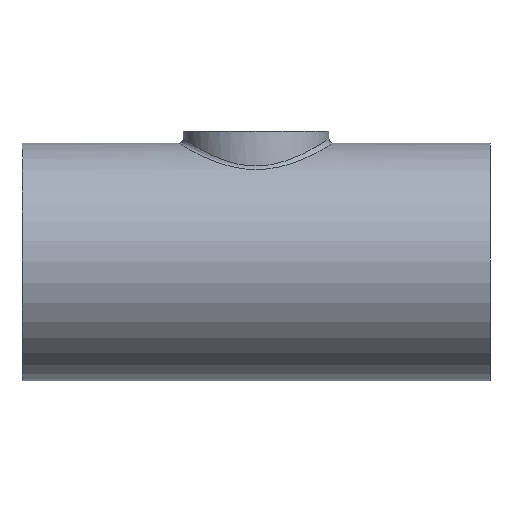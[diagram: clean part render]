
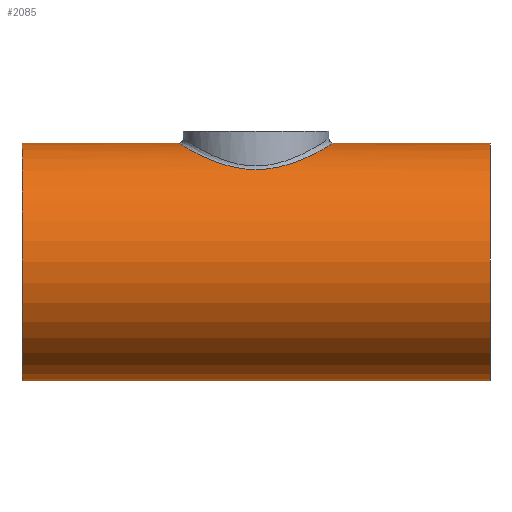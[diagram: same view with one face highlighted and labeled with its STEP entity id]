
A CAD part, front view. The second image highlights one B-rep face of the part: STEP entity #2085.
In plain terms, the highlighted cylindrical face has radius 50.8 mm (diameter 101.6 mm), a full revolution.
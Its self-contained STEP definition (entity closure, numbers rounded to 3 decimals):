
#1866=CARTESIAN_POINT('',(0.,-31.894,39.54));
#1867=VERTEX_POINT('',#1866);
#1955=CARTESIAN_POINT('',(0.,-31.894,39.54));
#1956=CARTESIAN_POINT('',(1.273,-31.894,39.54));
#1957=CARTESIAN_POINT('',(3.821,-31.752,39.655));
#1958=CARTESIAN_POINT('',(7.559,-31.125,40.153));
#1959=CARTESIAN_POINT('',(10.572,-30.271,40.802));
#1960=CARTESIAN_POINT('',(12.737,-29.46,41.388));
#1961=CARTESIAN_POINT('',(13.857,-28.979,41.724));
#1962=CARTESIAN_POINT('',(15.508,-28.217,42.248));
#1963=CARTESIAN_POINT('',(17.772,-27.,43.05));
#1964=CARTESIAN_POINT('',(20.496,-25.13,44.167));
#1965=CARTESIAN_POINT('',(22.325,-23.6,44.993));
#1966=CARTESIAN_POINT('',(24.061,-21.98,45.81));
#1967=CARTESIAN_POINT('',(26.678,-19.182,47.111));
#1968=CARTESIAN_POINT('',(29.011,-15.674,48.39));
#1969=CARTESIAN_POINT('',(30.379,-12.785,49.169));
#1970=CARTESIAN_POINT('',(31.326,-10.573,49.714));
#1971=CARTESIAN_POINT('',(32.152,-8.059,50.202));
#1972=CARTESIAN_POINT('',(32.794,-4.869,50.585));
#1973=CARTESIAN_POINT('',(33.183,-1.626,50.82));
#1974=CARTESIAN_POINT('',(33.182,1.244,50.819));
#1975=CARTESIAN_POINT('',(32.855,4.493,50.622));
#1976=CARTESIAN_POINT('',(32.418,6.899,50.36));
#1977=CARTESIAN_POINT('',(31.635,9.634,49.896));
#1978=CARTESIAN_POINT('',(30.792,11.894,49.406));
#1979=CARTESIAN_POINT('',(29.779,14.08,48.827));
#1980=CARTESIAN_POINT('',(28.213,16.877,47.953));
#1981=CARTESIAN_POINT('',(26.346,19.467,46.954));
#1982=CARTESIAN_POINT('',(24.37,21.653,45.964));
#1983=CARTESIAN_POINT('',(23.238,22.756,45.421));
#1984=CARTESIAN_POINT('',(21.479,24.35,44.602));
#1985=CARTESIAN_POINT('',(19.423,25.928,43.706));
#1986=CARTESIAN_POINT('',(16.69,27.59,42.662));
#1987=CARTESIAN_POINT('',(13.831,29.06,41.682));
#1988=CARTESIAN_POINT('',(10.761,30.241,40.825));
#1989=CARTESIAN_POINT('',(7.548,31.088,40.179));
#1990=CARTESIAN_POINT('',(4.239,31.706,39.693));
#1991=CARTESIAN_POINT('',(-0.003,32.02,39.437));
#1992=CARTESIAN_POINT('',(-4.036,31.72,39.681));
#1993=CARTESIAN_POINT('',(-6.52,31.28,40.028));
#1994=CARTESIAN_POINT('',(-8.159,30.927,40.302));
#1995=CARTESIAN_POINT('',(-9.974,30.448,40.667));
#1996=CARTESIAN_POINT('',(-12.302,29.648,41.255));
#1997=CARTESIAN_POINT('',(-15.305,28.369,42.155));
#1998=CARTESIAN_POINT('',(-18.124,26.785,43.187));
#1999=CARTESIAN_POINT('',(-20.716,24.936,44.269));
#2000=CARTESIAN_POINT('',(-23.143,22.927,45.359));
#2001=CARTESIAN_POINT('',(-25.631,20.366,46.583));
#2002=CARTESIAN_POINT('',(-27.531,17.822,47.588));
#2003=CARTESIAN_POINT('',(-28.807,15.816,48.284));
#2004=CARTESIAN_POINT('',(-29.779,14.08,48.827));
#2005=CARTESIAN_POINT('',(-31.131,11.164,49.599));
#2006=CARTESIAN_POINT('',(-32.079,8.285,50.159));
#2007=CARTESIAN_POINT('',(-32.673,5.495,50.513));
#2008=CARTESIAN_POINT('',(-33.038,3.079,50.732));
#2009=CARTESIAN_POINT('',(-33.205,0.32,50.833));
#2010=CARTESIAN_POINT('',(-33.069,-2.742,50.751));
#2011=CARTESIAN_POINT('',(-32.741,-5.171,50.553));
#2012=CARTESIAN_POINT('',(-32.173,-7.853,50.214));
#2013=CARTESIAN_POINT('',(-31.279,-10.77,49.687));
#2014=CARTESIAN_POINT('',(-30.056,-13.546,48.983));
#2015=CARTESIAN_POINT('',(-28.906,-15.647,48.339));
#2016=CARTESIAN_POINT('',(-27.649,-17.664,47.65));
#2017=CARTESIAN_POINT('',(-25.152,-21.009,46.329));
#2018=CARTESIAN_POINT('',(-21.686,-24.317,44.655));
#2019=CARTESIAN_POINT('',(-17.764,-27.004,43.047));
#2020=CARTESIAN_POINT('',(-14.56,-28.726,41.912));
#2021=CARTESIAN_POINT('',(-11.154,-30.105,40.927));
#2022=CARTESIAN_POINT('',(-7.562,-31.124,40.153));
#2023=CARTESIAN_POINT('',(-3.821,-31.753,39.655));
#2024=CARTESIAN_POINT('',(-1.273,-31.894,39.54));
#2025=CARTESIAN_POINT('',(0.,-31.894,39.54));
#2026=CARTESIAN_POINT('',(0.,-31.894,39.54));
#2027=CARTESIAN_POINT('',(0.,-31.894,39.54));
#2028=CARTESIAN_POINT('',(0.,-31.894,39.54));
#2029=B_SPLINE_CURVE_WITH_KNOTS('',3,(#1955,#1956,#1957,#1958,#1959,#1960,#1961,#1962,#1963,#1964,#1965,#1966,#1967,#1968,#1969,#1970,#1971,#1972,#1973,#1974,#1975,#1976,#1977,#1978,#1979,#1980,#1981,#1982,#1983,#1984,#1985,#1986,#1987,#1988,#1989,#1990,#1991,#1992,#1993,#1994,#1995,#1996,#1997,#1998,#1999,#2000,#2001,#2002,#2003,#2004,#2005,#2006,#2007,#2008,#2009,#2010,#2011,#2012,#2013,#2014,#2015,#2016,#2017,#2018,#2019,#2020,#2021,#2022,#2023,#2024,#2025,#2026,#2027,#2028),.UNSPECIFIED.,.T.,.U.,(4,1,1,1,1,1,1,1,1,1,1,1,1,1,1,1,1,1,1,1,1,1,1,1,1,1,1,1,1,1,1,1,1,1,1,1,1,1,1,1,1,1,1,1,1,1,1,1,1,1,1,1,1,1,1,1,1,1,1,1,1,1,1,1,1,1,1,1,3,4),(-19.402,-19.055,-18.709,-18.362,-18.189,-18.059,-18.016,-17.669,-17.323,-17.063,-16.977,-16.63,-15.937,-15.764,-15.706,-15.244,-15.013,-14.782,-14.32,-14.205,-13.858,-13.627,-13.396,-13.165,-12.934,-12.473,-12.242,-12.068,-12.011,-11.549,-11.318,-11.087,-10.625,-10.394,-10.163,-9.701,-9.239,-9.066,-9.008,-8.777,-8.546,-8.315,-7.853,-7.622,-7.391,-6.929,-6.583,-6.467,-6.236,-6.005,-5.543,-5.37,-5.197,-4.85,-4.591,-4.331,-4.158,-3.811,-3.465,-3.291,-3.118,-2.772,-2.079,-1.732,-1.386,-1.039,-0.693,-0.346,0.0,0.),.UNSPECIFIED.);
#2030=EDGE_CURVE('',#1867,#1867,#2029,.T.);
#2055=CARTESIAN_POINT('',(0.0,0.0,0.0));
#2056=DIRECTION('',(-1.0,0.0,0.0));
#2057=DIRECTION('',(0.0,-1.0,0.0));
#2058=AXIS2_PLACEMENT_3D('',#2055,#2056,#2057);
#2059=CYLINDRICAL_SURFACE('',#2058,50.8);
#2060=CARTESIAN_POINT('',(-100.0,-50.8,0.0));
#2061=VERTEX_POINT('',#2060);
#2062=CARTESIAN_POINT('',(-100.0,0.0,0.0));
#2063=DIRECTION('',(-1.0,0.0,0.0));
#2064=DIRECTION('',(0.0,-1.0,0.0));
#2065=AXIS2_PLACEMENT_3D('',#2062,#2063,#2064);
#2066=CIRCLE('',#2065,50.8);
#2067=EDGE_CURVE('',#2061,#2061,#2066,.T.);
#2068=ORIENTED_EDGE('',*,*,#2067,.F.);
#2069=EDGE_LOOP('',(#2068));
#2070=FACE_OUTER_BOUND('',#2069,.T.);
#2071=CARTESIAN_POINT('',(100.0,-50.8,0.0));
#2072=VERTEX_POINT('',#2071);
#2073=CARTESIAN_POINT('',(100.0,0.0,0.0));
#2074=DIRECTION('',(-1.0,0.0,0.0));
#2075=DIRECTION('',(0.0,-1.0,0.0));
#2076=AXIS2_PLACEMENT_3D('',#2073,#2074,#2075);
#2077=CIRCLE('',#2076,50.8);
#2078=EDGE_CURVE('',#2072,#2072,#2077,.T.);
#2079=ORIENTED_EDGE('',*,*,#2078,.T.);
#2080=EDGE_LOOP('',(#2079));
#2081=FACE_BOUND('',#2080,.T.);
#2082=ORIENTED_EDGE('',*,*,#2030,.F.);
#2083=EDGE_LOOP('',(#2082));
#2084=FACE_BOUND('',#2083,.T.);
#2085=ADVANCED_FACE('',(#2070,#2081,#2084),#2059,.T.);
